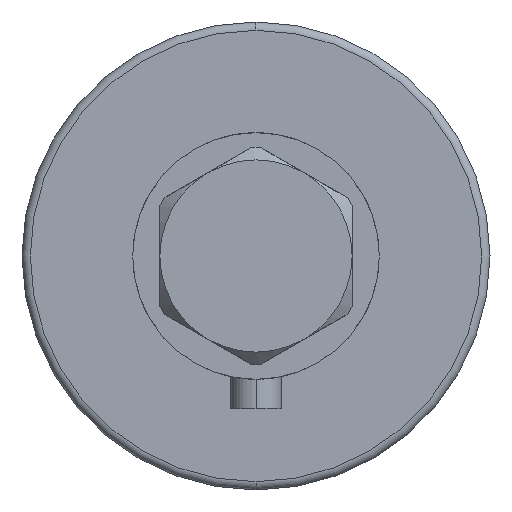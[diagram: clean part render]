
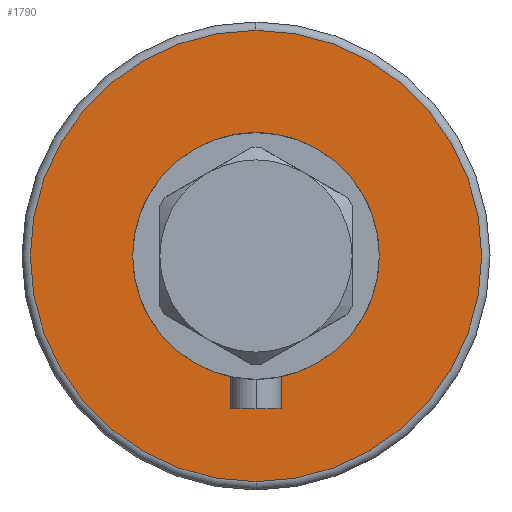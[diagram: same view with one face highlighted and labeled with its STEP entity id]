
A CAD part, left-side view. The second image highlights one B-rep face of the part: STEP entity #1790.
In plain terms, the highlighted face is planar.
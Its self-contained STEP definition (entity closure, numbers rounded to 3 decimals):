
#13 = DIRECTION ( 'NONE',  ( 1., 0., 0. ) ) ;
#27 = EDGE_CURVE ( 'NONE', #1474, #1041, #3035, .T. ) ;
#55 = PLANE ( 'NONE',  #4303 ) ;
#247 = DIRECTION ( 'NONE',  ( 1., 0., 0. ) ) ;
#288 = EDGE_LOOP ( 'NONE', ( #3083, #4499 ) ) ;
#314 = AXIS2_PLACEMENT_3D ( 'NONE', #4356, #3596, #247 ) ;
#769 = DIRECTION ( 'NONE',  ( 0., 0., -1. ) ) ;
#780 = CIRCLE ( 'NONE', #3754, 24. ) ;
#859 = CIRCLE ( 'NONE', #314, 54. ) ;
#956 = EDGE_LOOP ( 'NONE', ( #3816, #3135 ) ) ;
#963 = CARTESIAN_POINT ( 'NONE',  ( 54., 0., 0. ) ) ;
#1041 = VERTEX_POINT ( 'NONE', #2853 ) ;
#1437 = VERTEX_POINT ( 'NONE', #2684 ) ;
#1474 = VERTEX_POINT ( 'NONE', #1792 ) ;
#1790 = ADVANCED_FACE ( 'NONE', ( #2756, #3877 ), #55, .F. ) ;
#1792 = CARTESIAN_POINT ( 'NONE',  ( -24., 0., 0. ) ) ;
#1993 = DIRECTION ( 'NONE',  ( 1., 0., 0. ) ) ;
#2038 = CARTESIAN_POINT ( 'NONE',  ( 0., 0., 0. ) ) ;
#2372 = EDGE_CURVE ( 'NONE', #4089, #1437, #859, .T. ) ;
#2623 = CARTESIAN_POINT ( 'NONE',  ( 0., 0., 0. ) ) ;
#2678 = CARTESIAN_POINT ( 'NONE',  ( 0., 0., 0. ) ) ;
#2684 = CARTESIAN_POINT ( 'NONE',  ( -54., 0., 0. ) ) ;
#2691 = CARTESIAN_POINT ( 'NONE',  ( 0., 0., 0. ) ) ;
#2756 = FACE_OUTER_BOUND ( 'NONE', #956, .T. ) ;
#2763 = DIRECTION ( 'NONE',  ( 0., 0., 1. ) ) ;
#2853 = CARTESIAN_POINT ( 'NONE',  ( 24., 0., 0. ) ) ;
#2874 = AXIS2_PLACEMENT_3D ( 'NONE', #2691, #4505, #3458 ) ;
#3035 = CIRCLE ( 'NONE', #2874, 24. ) ;
#3083 = ORIENTED_EDGE ( 'NONE', *, *, #3977, .T. ) ;
#3135 = ORIENTED_EDGE ( 'NONE', *, *, #4322, .T. ) ;
#3458 = DIRECTION ( 'NONE',  ( 1., 0., 0. ) ) ;
#3596 = DIRECTION ( 'NONE',  ( 0., 0., -1. ) ) ;
#3754 = AXIS2_PLACEMENT_3D ( 'NONE', #2038, #2763, #1993 ) ;
#3816 = ORIENTED_EDGE ( 'NONE', *, *, #2372, .T. ) ;
#3841 = CIRCLE ( 'NONE', #4541, 54. ) ;
#3877 = FACE_BOUND ( 'NONE', #288, .T. ) ;
#3977 = EDGE_CURVE ( 'NONE', #1041, #1474, #780, .T. ) ;
#4089 = VERTEX_POINT ( 'NONE', #963 ) ;
#4251 = DIRECTION ( 'NONE',  ( 0., 0., 1. ) ) ;
#4303 = AXIS2_PLACEMENT_3D ( 'NONE', #2678, #4251, #4617 ) ;
#4322 = EDGE_CURVE ( 'NONE', #1437, #4089, #3841, .T. ) ;
#4356 = CARTESIAN_POINT ( 'NONE',  ( 0., 0., 0. ) ) ;
#4499 = ORIENTED_EDGE ( 'NONE', *, *, #27, .T. ) ;
#4505 = DIRECTION ( 'NONE',  ( 0., 0., 1. ) ) ;
#4541 = AXIS2_PLACEMENT_3D ( 'NONE', #2623, #769, #13 ) ;
#4617 = DIRECTION ( 'NONE',  ( 1., 0., 0. ) ) ;
